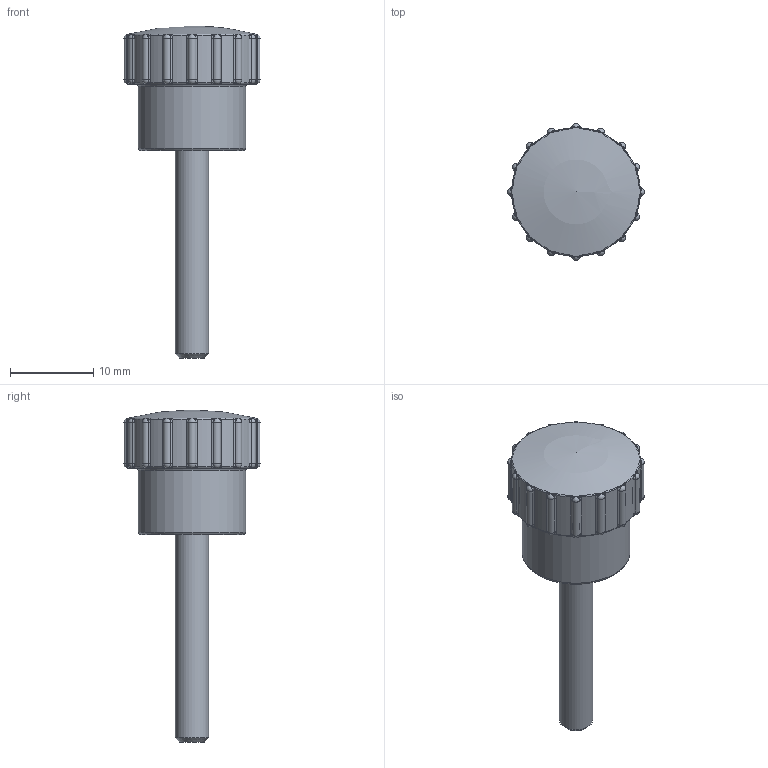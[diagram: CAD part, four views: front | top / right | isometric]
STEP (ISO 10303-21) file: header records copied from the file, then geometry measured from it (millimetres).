
FILE_DESCRIPTION( ( 'Unknown' ), '1' );
FILE_NAME( '6341030_VP17_P_M04x25.stp', 'Unknown', ( 'Unknown' ), ( 'Unknown' ), 'PSStep 11.0', 'Unknown', ' ' );
FILE_SCHEMA( ( 'AUTOMOTIVE_DESIGN { 1 0 10303 214 1 1 1 1 }' ) );
Length unit declared in the file: millimetre
Products named in the file (1): 6341030
Bounding box: 16.5 x 16.5 x 40 mm (x, y, z)
Volume: 2626.3 mm3; surface area: 1375.4 mm2
Topology: 1 solids, 2 shells, 449 faces, 1169 edges, 581 vertices
Faces by surface type: bspline 304, cylinder 66, torus 34, sphere 33, plane 11, cone 1
Full cylindrical faces by diameter (mm): 4 x1, 13 x1
Entity records: 35068 total; most frequent: CARTESIAN_POINT 23430, ORIENTED_EDGE 2034, DIRECTION 1220, EDGE_CURVE 1017, VERTEX_POINT 579, AXIS2_PLACEMENT_3D 569, B_SPLINE_CURVE_WITH_KNOTS 512, EDGE_LOOP 456
